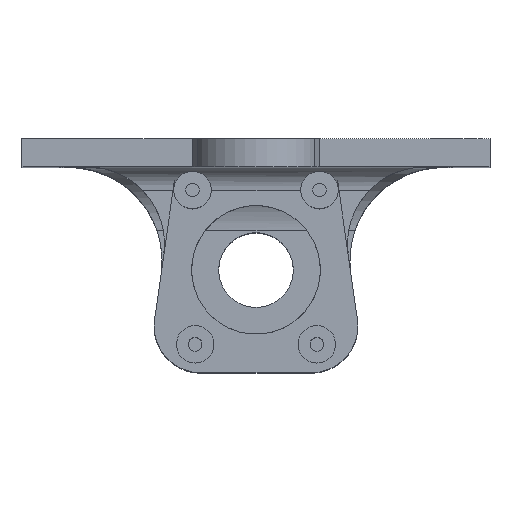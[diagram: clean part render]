
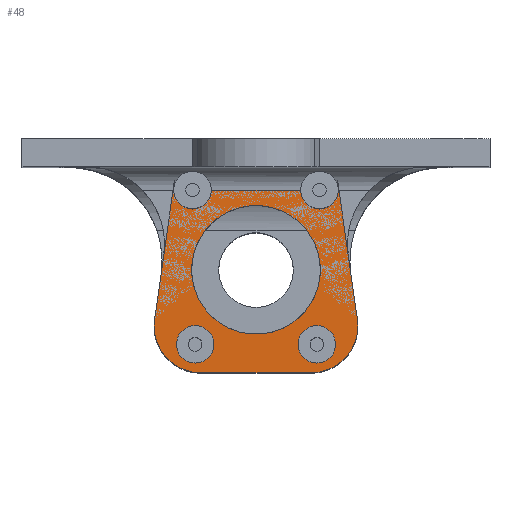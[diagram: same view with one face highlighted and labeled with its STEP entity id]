
A CAD part, top view. The second image highlights one B-rep face of the part: STEP entity #48.
In plain terms, the highlighted planar face has unit normal (0, 0, 1).
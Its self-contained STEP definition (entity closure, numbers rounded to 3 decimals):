
#48 = ADVANCED_FACE ( 'NONE', ( #1046, #1844 ), #2407, .F. ) ;
#50 = CARTESIAN_POINT ( 'NONE',  ( -66166.228, 97985.093, 110884.603 ) ) ;
#258 = ORIENTED_EDGE ( 'NONE', *, *, #3062, .T. ) ;
#332 = ORIENTED_EDGE ( 'NONE', *, *, #4133, .T. ) ;
#358 = DIRECTION ( 'NONE',  ( 0., 0., -1. ) ) ;
#508 = CARTESIAN_POINT ( 'NONE',  ( -66149.228, 97963.093, 110884.603 ) ) ;
#528 = EDGE_CURVE ( 'NONE', #1010, #1137, #2031, .T. ) ;
#670 = CARTESIAN_POINT ( 'NONE',  ( -66111.044, 97941.116, 110884.603 ) ) ;
#721 = VECTOR ( 'NONE', #3193, 1000. ) ;
#755 = LINE ( 'NONE', #1695, #4254 ) ;
#790 = EDGE_CURVE ( 'NONE', #3675, #1231, #1073, .T. ) ;
#820 = CARTESIAN_POINT ( 'NONE',  ( -66170.903, 97952.537, 110884.603 ) ) ;
#843 = DIRECTION ( 'NONE',  ( -0.707, -0.707, 0. ) ) ;
#915 = CARTESIAN_POINT ( 'NONE',  ( -66137.452, 97951.116, 110884.603 ) ) ;
#1010 = VERTEX_POINT ( 'NONE', #2161 ) ;
#1014 = DIRECTION ( 'NONE',  ( 0., 0., 1. ) ) ;
#1046 = FACE_OUTER_BOUND ( 'NONE', #1373, .T. ) ;
#1073 = CIRCLE ( 'NONE', #2345, 10. ) ;
#1102 = CARTESIAN_POINT ( 'NONE',  ( -66149.228, 97963.093, 110884.603 ) ) ;
#1137 = VERTEX_POINT ( 'NONE', #2642 ) ;
#1140 = LINE ( 'NONE', #2127, #1940 ) ;
#1147 = CARTESIAN_POINT ( 'NONE',  ( -66111.044, 97985.093, 110884.603 ) ) ;
#1200 = AXIS2_PLACEMENT_3D ( 'NONE', #508, #2895, #843 ) ;
#1231 = VERTEX_POINT ( 'NONE', #3696 ) ;
#1261 = DIRECTION ( 'NONE',  ( -0.707, -0.707, 0. ) ) ;
#1275 = AXIS2_PLACEMENT_3D ( 'NONE', #1102, #3477, #1439 ) ;
#1317 = LINE ( 'NONE', #670, #2339 ) ;
#1373 = EDGE_LOOP ( 'NONE', ( #332, #4373, #3597, #258, #1827, #4279 ) ) ;
#1434 = VERTEX_POINT ( 'NONE', #4007 ) ;
#1439 = DIRECTION ( 'NONE',  ( -0.707, -0.707, 0. ) ) ;
#1440 = DIRECTION ( 'NONE',  ( 0.142, -0.99, 0. ) ) ;
#1604 = EDGE_CURVE ( 'NONE', #3527, #3675, #755, .T. ) ;
#1608 = EDGE_CURVE ( 'NONE', #3767, #1434, #1655, .T. ) ;
#1655 = CIRCLE ( 'NONE', #1915, 10. ) ;
#1695 = CARTESIAN_POINT ( 'NONE',  ( -66172.332, 97942.579, 110884.603 ) ) ;
#1704 = CARTESIAN_POINT ( 'NONE',  ( -66111.044, 97933.779, 110884.603 ) ) ;
#1827 = ORIENTED_EDGE ( 'NONE', *, *, #1604, .T. ) ;
#1844 = FACE_BOUND ( 'NONE', #2248, .T. ) ;
#1900 = AXIS2_PLACEMENT_3D ( 'NONE', #1704, #358, #2745 ) ;
#1915 = AXIS2_PLACEMENT_3D ( 'NONE', #915, #3298, #1261 ) ;
#1940 = VECTOR ( 'NONE', #1440, 1000. ) ;
#2031 = CIRCLE ( 'NONE', #1275, 13.75 ) ;
#2127 = CARTESIAN_POINT ( 'NONE',  ( -66124.581, 97931.836, 110884.603 ) ) ;
#2161 = CARTESIAN_POINT ( 'NONE',  ( -66139.505, 97972.816, 110884.603 ) ) ;
#2248 = EDGE_LOOP ( 'NONE', ( #3364, #4287 ) ) ;
#2339 = VECTOR ( 'NONE', #3064, 1000. ) ;
#2345 = AXIS2_PLACEMENT_3D ( 'NONE', #3066, #1014, #3393 ) ;
#2355 = CIRCLE ( 'NONE', #1200, 13.75 ) ;
#2397 = EDGE_CURVE ( 'NONE', #1137, #1010, #2355, .T. ) ;
#2407 = PLANE ( 'NONE',  #1900 ) ;
#2452 = CARTESIAN_POINT ( 'NONE',  ( -66132.228, 97985.093, 110884.603 ) ) ;
#2642 = CARTESIAN_POINT ( 'NONE',  ( -66158.951, 97953.37, 110884.603 ) ) ;
#2745 = DIRECTION ( 'NONE',  ( -0.707, -0.707, 0. ) ) ;
#2756 = LINE ( 'NONE', #1147, #721 ) ;
#2895 = DIRECTION ( 'NONE',  ( 0., 0., -1. ) ) ;
#3062 = EDGE_CURVE ( 'NONE', #3562, #3527, #2756, .T. ) ;
#3064 = DIRECTION ( 'NONE',  ( 1., 0., 0. ) ) ;
#3066 = CARTESIAN_POINT ( 'NONE',  ( -66161.004, 97951.116, 110884.603 ) ) ;
#3193 = DIRECTION ( 'NONE',  ( -1., 0., 0. ) ) ;
#3298 = DIRECTION ( 'NONE',  ( 0., 0., -1. ) ) ;
#3364 = ORIENTED_EDGE ( 'NONE', *, *, #528, .T. ) ;
#3393 = DIRECTION ( 'NONE',  ( -0.707, -0.707, 0. ) ) ;
#3477 = DIRECTION ( 'NONE',  ( 0., 0., -1. ) ) ;
#3527 = VERTEX_POINT ( 'NONE', #50 ) ;
#3562 = VERTEX_POINT ( 'NONE', #2452 ) ;
#3580 = EDGE_CURVE ( 'NONE', #3562, #3767, #1140, .T. ) ;
#3597 = ORIENTED_EDGE ( 'NONE', *, *, #3580, .F. ) ;
#3675 = VERTEX_POINT ( 'NONE', #820 ) ;
#3696 = CARTESIAN_POINT ( 'NONE',  ( -66161.004, 97941.116, 110884.603 ) ) ;
#3767 = VERTEX_POINT ( 'NONE', #4263 ) ;
#4007 = CARTESIAN_POINT ( 'NONE',  ( -66137.452, 97941.116, 110884.603 ) ) ;
#4133 = EDGE_CURVE ( 'NONE', #1231, #1434, #1317, .T. ) ;
#4254 = VECTOR ( 'NONE', #4423, 1000. ) ;
#4263 = CARTESIAN_POINT ( 'NONE',  ( -66127.554, 97952.537, 110884.603 ) ) ;
#4279 = ORIENTED_EDGE ( 'NONE', *, *, #790, .T. ) ;
#4287 = ORIENTED_EDGE ( 'NONE', *, *, #2397, .T. ) ;
#4373 = ORIENTED_EDGE ( 'NONE', *, *, #1608, .F. ) ;
#4423 = DIRECTION ( 'NONE',  ( -0.142, -0.99, 0. ) ) ;
